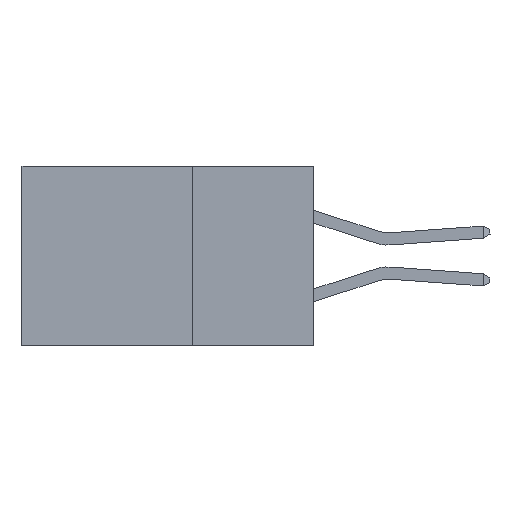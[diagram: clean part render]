
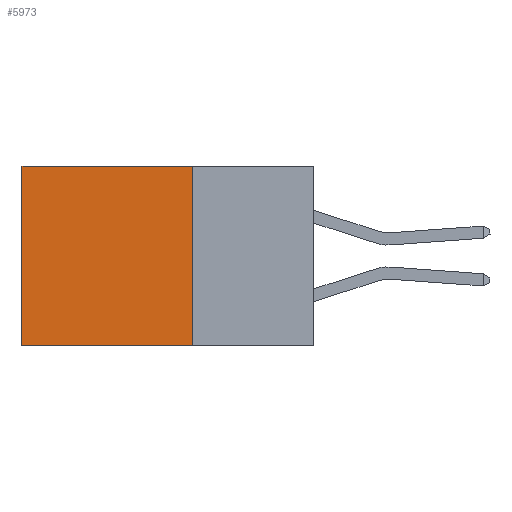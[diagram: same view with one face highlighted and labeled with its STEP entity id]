
A CAD part, left-side view. The second image highlights one B-rep face of the part: STEP entity #5973.
In plain terms, the highlighted planar face has unit normal (-1, 0, 0).
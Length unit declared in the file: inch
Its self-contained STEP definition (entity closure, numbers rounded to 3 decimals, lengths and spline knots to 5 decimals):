
#279 = CARTESIAN_POINT ( 'NONE',  ( 0.2875, 0.25, -0.37 ) ) ;
#285 = EDGE_CURVE ( 'NONE', #4932, #17630, #4963, .T. ) ;
#697 = LINE ( 'NONE', #7969, #8487 ) ;
#807 = CARTESIAN_POINT ( 'NONE',  ( 0.2875, 0.25, 0. ) ) ;
#2252 = DIRECTION ( 'NONE',  ( 1., 0., 0. ) ) ;
#2368 = EDGE_LOOP ( 'NONE', ( #11769, #17210, #14111, #17787 ) ) ;
#2390 = DIRECTION ( 'NONE',  ( 0., 0., -1. ) ) ;
#2744 = AXIS2_PLACEMENT_3D ( 'NONE', #10933, #2252, #12300 ) ;
#4932 = VERTEX_POINT ( 'NONE', #807 ) ;
#4963 = LINE ( 'NONE', #11949, #7852 ) ;
#5973 = ADVANCED_FACE ( 'NONE', ( #16998 ), #17520, .F. ) ;
#6615 = LINE ( 'NONE', #11058, #13631 ) ;
#7052 = VERTEX_POINT ( 'NONE', #7536 ) ;
#7536 = CARTESIAN_POINT ( 'NONE',  ( 0.2875, 0.6, -0.37 ) ) ;
#7852 = VECTOR ( 'NONE', #2390, 39.37008 ) ;
#7969 = CARTESIAN_POINT ( 'NONE',  ( 0.2875, 0.25, 0. ) ) ;
#8487 = VECTOR ( 'NONE', #17422, 39.37008 ) ;
#8495 = EDGE_CURVE ( 'NONE', #4932, #9787, #697, .T. ) ;
#9037 = DIRECTION ( 'NONE',  ( 0., 0., -1. ) ) ;
#9787 = VERTEX_POINT ( 'NONE', #17323 ) ;
#10228 = LINE ( 'NONE', #17181, #16880 ) ;
#10373 = EDGE_CURVE ( 'NONE', #9787, #7052, #10228, .T. ) ;
#10601 = EDGE_CURVE ( 'NONE', #17630, #7052, #6615, .T. ) ;
#10933 = CARTESIAN_POINT ( 'NONE',  ( 0.2875, 0.25, 0. ) ) ;
#11058 = CARTESIAN_POINT ( 'NONE',  ( 0.2875, 0.25, -0.37 ) ) ;
#11769 = ORIENTED_EDGE ( 'NONE', *, *, #10373, .T. ) ;
#11949 = CARTESIAN_POINT ( 'NONE',  ( 0.2875, 0.25, 0. ) ) ;
#12300 = DIRECTION ( 'NONE',  ( 0., 0., -1. ) ) ;
#12433 = DIRECTION ( 'NONE',  ( 0., 1., 0. ) ) ;
#13631 = VECTOR ( 'NONE', #12433, 39.37008 ) ;
#14111 = ORIENTED_EDGE ( 'NONE', *, *, #285, .F. ) ;
#16880 = VECTOR ( 'NONE', #9037, 39.37008 ) ;
#16998 = FACE_OUTER_BOUND ( 'NONE', #2368, .T. ) ;
#17181 = CARTESIAN_POINT ( 'NONE',  ( 0.2875, 0.6, 0. ) ) ;
#17210 = ORIENTED_EDGE ( 'NONE', *, *, #10601, .F. ) ;
#17323 = CARTESIAN_POINT ( 'NONE',  ( 0.2875, 0.6, 0. ) ) ;
#17422 = DIRECTION ( 'NONE',  ( 0., 1., 0. ) ) ;
#17520 = PLANE ( 'NONE',  #2744 ) ;
#17630 = VERTEX_POINT ( 'NONE', #279 ) ;
#17787 = ORIENTED_EDGE ( 'NONE', *, *, #8495, .T. ) ;
